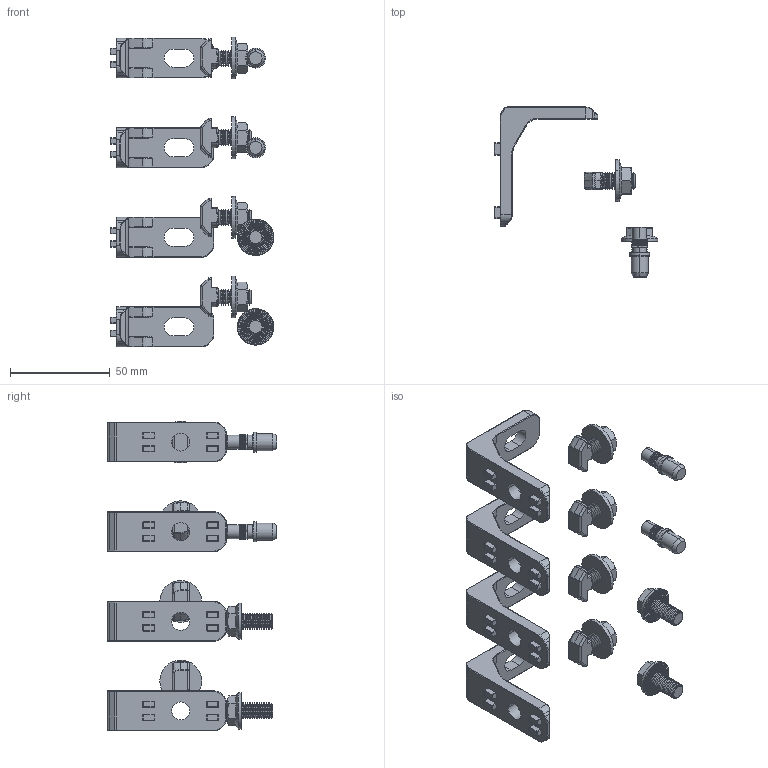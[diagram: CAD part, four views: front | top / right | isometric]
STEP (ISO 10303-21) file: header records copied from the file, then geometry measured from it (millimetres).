
FILE_DESCRIPTION (( 'STEP AP214' ), '1' );
FILE_NAME ('093wl201n10s01.STEP', '2014-08-22T06:43:16', ( '' ), ( '' ), 'SwSTEP 2.0', 'SolidWorks 2014', '' );
FILE_SCHEMA (( 'AUTOMOTIVE_DESIGN' ));
Length unit declared in the file: millimetre
Products named in the file (7): 096hk1030m0820_340me154.SLDPRT_Standard; 340me154_340me154; 096hk1030m0820_096 hk 10 30 m08 20; 340me308_Ripp- B 158-M8x16 mit Gew.; 093wl201n10s01-2_Standard; 093wl201n10s01-1_093wl201n10s01-1; 093wl201n10s01
Assembly tree (14 placements, depth 3):
  093wl201n10s01
    093wl201n10s01-1_093wl201n10s01-1  x4
    093wl201n10s01-2_Standard  x2
    340me308_Ripp- B 158-M8x16 mit Gew.  x2
    096hk1030m0820_340me154.SLDPRT_Standard  x4
      096hk1030m0820_096 hk 10 30 m08 20
      340me154_340me154
Bounding box: 82.1 x 85.32 x 155.5 mm (x, y, z)
Volume: 64878.5 mm3; surface area: 37615.6 mm2
Topology: 16 solids, 16 shells, 2688 faces, 6700 edges, 3942 vertices
Faces by surface type: plane 1074, cylinder 838, cone 428, bspline 144, torus 124, sphere 80
Entity records: 31795 total; most frequent: CARTESIAN_POINT 9155, ORIENTED_EDGE 4800, DIRECTION 4684, EDGE_CURVE 2400, AXIS2_PLACEMENT_3D 1734, VERTEX_POINT 1459, LINE 1216, VECTOR 1216
